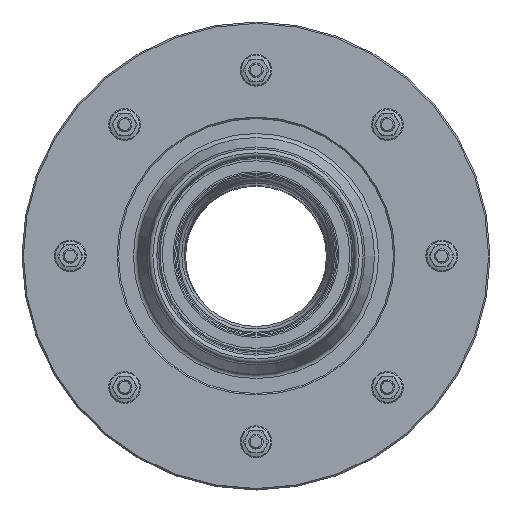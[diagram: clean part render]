
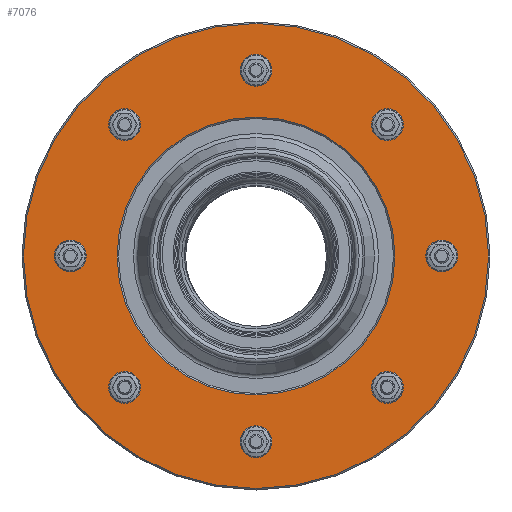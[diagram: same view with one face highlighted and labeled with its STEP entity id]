
A CAD part, top view. The second image highlights one B-rep face of the part: STEP entity #7076.
In plain terms, the highlighted planar face has unit normal (0, 0, 1).
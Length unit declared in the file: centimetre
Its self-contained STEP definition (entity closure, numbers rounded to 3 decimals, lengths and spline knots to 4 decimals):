
#196=FACE_BOUND('',#1270,.T.);
#197=FACE_BOUND('',#1271,.T.);
#198=FACE_BOUND('',#1272,.T.);
#199=FACE_BOUND('',#1273,.T.);
#200=FACE_BOUND('',#1274,.T.);
#201=FACE_BOUND('',#1275,.T.);
#202=FACE_BOUND('',#1276,.T.);
#203=FACE_BOUND('',#1277,.T.);
#204=FACE_BOUND('',#1278,.T.);
#254=PLANE('',#7966);
#758=FACE_OUTER_BOUND('',#1269,.T.);
#1269=EDGE_LOOP('',(#5609));
#1270=EDGE_LOOP('',(#5610));
#1271=EDGE_LOOP('',(#5611));
#1272=EDGE_LOOP('',(#5612));
#1273=EDGE_LOOP('',(#5613));
#1274=EDGE_LOOP('',(#5614));
#1275=EDGE_LOOP('',(#5615));
#1276=EDGE_LOOP('',(#5616));
#1277=EDGE_LOOP('',(#5617));
#1278=EDGE_LOOP('',(#5618));
#2562=CIRCLE('',#7965,95.);
#2563=CIRCLE('',#7967,159.);
#2564=CIRCLE('',#7968,7.);
#2565=CIRCLE('',#7969,7.);
#2566=CIRCLE('',#7970,7.);
#2567=CIRCLE('',#7971,7.);
#2568=CIRCLE('',#7972,7.);
#2569=CIRCLE('',#7973,7.);
#2570=CIRCLE('',#7974,7.);
#2571=CIRCLE('',#7975,7.);
#3075=VERTEX_POINT('',#12008);
#3076=VERTEX_POINT('',#12012);
#3077=VERTEX_POINT('',#12014);
#3078=VERTEX_POINT('',#12016);
#3079=VERTEX_POINT('',#12018);
#3080=VERTEX_POINT('',#12020);
#3081=VERTEX_POINT('',#12022);
#3082=VERTEX_POINT('',#12024);
#3083=VERTEX_POINT('',#12026);
#3084=VERTEX_POINT('',#12028);
#3952=EDGE_CURVE('',#3075,#3075,#2562,.T.);
#3954=EDGE_CURVE('',#3076,#3076,#2563,.T.);
#3955=EDGE_CURVE('',#3077,#3077,#2564,.T.);
#3956=EDGE_CURVE('',#3078,#3078,#2565,.T.);
#3957=EDGE_CURVE('',#3079,#3079,#2566,.T.);
#3958=EDGE_CURVE('',#3080,#3080,#2567,.T.);
#3959=EDGE_CURVE('',#3081,#3081,#2568,.T.);
#3960=EDGE_CURVE('',#3082,#3082,#2569,.T.);
#3961=EDGE_CURVE('',#3083,#3083,#2570,.T.);
#3962=EDGE_CURVE('',#3084,#3084,#2571,.T.);
#5609=ORIENTED_EDGE('',*,*,#3954,.F.);
#5610=ORIENTED_EDGE('',*,*,#3955,.T.);
#5611=ORIENTED_EDGE('',*,*,#3956,.T.);
#5612=ORIENTED_EDGE('',*,*,#3957,.T.);
#5613=ORIENTED_EDGE('',*,*,#3958,.T.);
#5614=ORIENTED_EDGE('',*,*,#3959,.T.);
#5615=ORIENTED_EDGE('',*,*,#3960,.T.);
#5616=ORIENTED_EDGE('',*,*,#3961,.T.);
#5617=ORIENTED_EDGE('',*,*,#3962,.T.);
#5618=ORIENTED_EDGE('',*,*,#3952,.F.);
#7076=ADVANCED_FACE('',(#758,#196,#197,#198,#199,#200,#201,#202,#203,#204),
#254,.T.);
#7965=AXIS2_PLACEMENT_3D('',#12009,#9922,#9923);
#7966=AXIS2_PLACEMENT_3D('',#12011,#9925,#9926);
#7967=AXIS2_PLACEMENT_3D('',#12013,#9927,#9928);
#7968=AXIS2_PLACEMENT_3D('',#12015,#9929,#9930);
#7969=AXIS2_PLACEMENT_3D('',#12017,#9931,#9932);
#7970=AXIS2_PLACEMENT_3D('',#12019,#9933,#9934);
#7971=AXIS2_PLACEMENT_3D('',#12021,#9935,#9936);
#7972=AXIS2_PLACEMENT_3D('',#12023,#9937,#9938);
#7973=AXIS2_PLACEMENT_3D('',#12025,#9939,#9940);
#7974=AXIS2_PLACEMENT_3D('',#12027,#9941,#9942);
#7975=AXIS2_PLACEMENT_3D('',#12029,#9943,#9944);
#9922=DIRECTION('center_axis',(0.,0.,1.));
#9923=DIRECTION('ref_axis',(-1.,0.,0.));
#9925=DIRECTION('center_axis',(0.,0.,1.));
#9926=DIRECTION('ref_axis',(1.,0.,0.));
#9927=DIRECTION('center_axis',(0.,0.,-1.));
#9928=DIRECTION('ref_axis',(-1.,0.,0.));
#9929=DIRECTION('center_axis',(0.,0.,-1.));
#9930=DIRECTION('ref_axis',(0.707,0.707,0.));
#9931=DIRECTION('center_axis',(0.,0.,-1.));
#9932=DIRECTION('ref_axis',(-0.707,0.707,0.));
#9933=DIRECTION('center_axis',(0.,0.,-1.));
#9934=DIRECTION('ref_axis',(-0.707,-0.707,0.));
#9935=DIRECTION('center_axis',(0.,0.,-1.));
#9936=DIRECTION('ref_axis',(0.707,-0.707,0.));
#9937=DIRECTION('center_axis',(0.,0.,-1.));
#9938=DIRECTION('ref_axis',(0.,-1.,0.));
#9939=DIRECTION('center_axis',(0.,0.,-1.));
#9940=DIRECTION('ref_axis',(-1.,0.,0.));
#9941=DIRECTION('center_axis',(0.,0.,-1.));
#9942=DIRECTION('ref_axis',(0.,1.,0.));
#9943=DIRECTION('center_axis',(0.,0.,-1.));
#9944=DIRECTION('ref_axis',(1.,0.,0.));
#12008=CARTESIAN_POINT('',(160.1374,-295.4143,-148.));
#12009=CARTESIAN_POINT('Origin',(65.1374,-295.4143,-148.));
#12011=CARTESIAN_POINT('Origin',(65.1374,-295.4143,-148.));
#12012=CARTESIAN_POINT('',(224.1374,-295.4143,-148.));
#12013=CARTESIAN_POINT('Origin',(65.1374,-295.4143,-148.));
#12014=CARTESIAN_POINT('',(-29.6149,-390.1666,-148.));
#12015=CARTESIAN_POINT('Origin',(-24.6652,-385.2169,-148.));
#12016=CARTESIAN_POINT('',(159.8897,-390.1666,-148.));
#12017=CARTESIAN_POINT('Origin',(154.94,-385.2169,-148.));
#12018=CARTESIAN_POINT('',(159.8897,-200.662,-148.));
#12019=CARTESIAN_POINT('Origin',(154.94,-205.6118,-148.));
#12020=CARTESIAN_POINT('',(-29.6149,-200.662,-148.));
#12021=CARTESIAN_POINT('Origin',(-24.6652,-205.6118,-148.));
#12022=CARTESIAN_POINT('',(65.1374,-161.4143,-148.));
#12023=CARTESIAN_POINT('Origin',(65.1374,-168.4143,-148.));
#12024=CARTESIAN_POINT('',(199.1374,-295.4143,-148.));
#12025=CARTESIAN_POINT('Origin',(192.1374,-295.4143,-148.));
#12026=CARTESIAN_POINT('',(65.1374,-429.4143,-148.));
#12027=CARTESIAN_POINT('Origin',(65.1374,-422.4143,-148.));
#12028=CARTESIAN_POINT('',(-68.8626,-295.4143,-148.));
#12029=CARTESIAN_POINT('Origin',(-61.8626,-295.4143,-148.));
